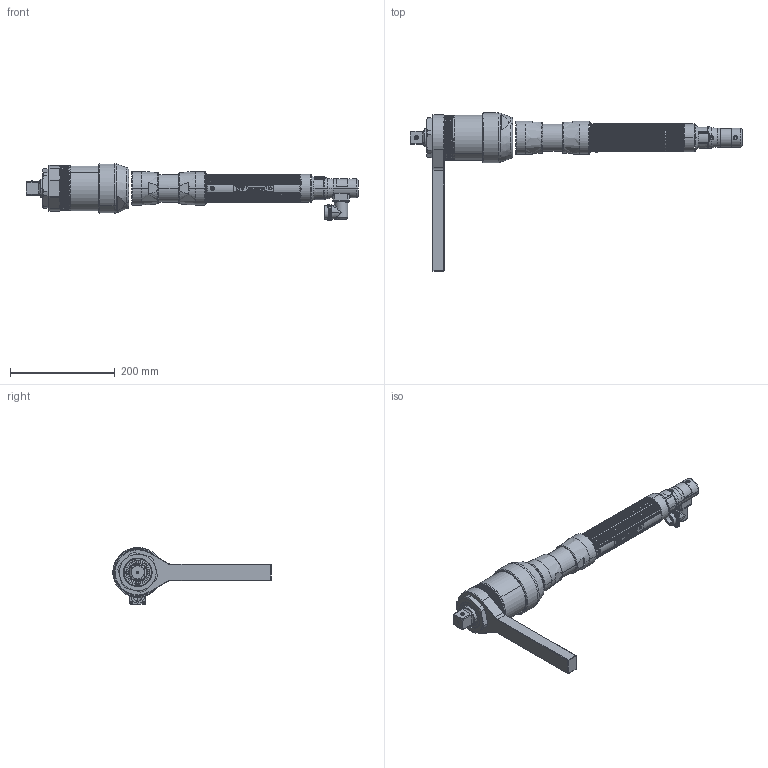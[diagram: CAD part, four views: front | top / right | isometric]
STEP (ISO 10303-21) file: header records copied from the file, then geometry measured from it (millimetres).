
FILE_DESCRIPTION((''),'2;1');
FILE_NAME('EB55MB5-1500','2012-05-01T',('EJF1116'),(''),'PRO/ENGINEER BY PARAMETRIC TECHNOLOGY CORPORATION, 2010430','PRO/ENGINEER BY PARAMETRIC TECHNOLOGY CORPORATION, 2010430','');
FILE_SCHEMA(('CONFIG_CONTROL_DESIGN'));
Length unit declared in the file: inch
Products named in the file (1): EB55MB5-1500
Bounding box: 632.44 x 301.32 x 108.53 mm (x, y, z)
Surface area: 234231.8 mm2 (no closed solid volume)
Topology: 0 solids, 108 shells, 534 faces, 3472 edges, 2922 vertices
Faces by surface type: cylinder 242, plane 149, cone 52, bspline 47, torus 41, extrusion 2, sphere 1
Entity records: 47145 total; most frequent: CARTESIAN_POINT 22936, DIRECTION 4530, ORIENTED_EDGE 4344, EDGE_CURVE 3471, VERTEX_POINT 2922, VECTOR 1604, LINE 1602, AXIS2_PLACEMENT_3D 1463
